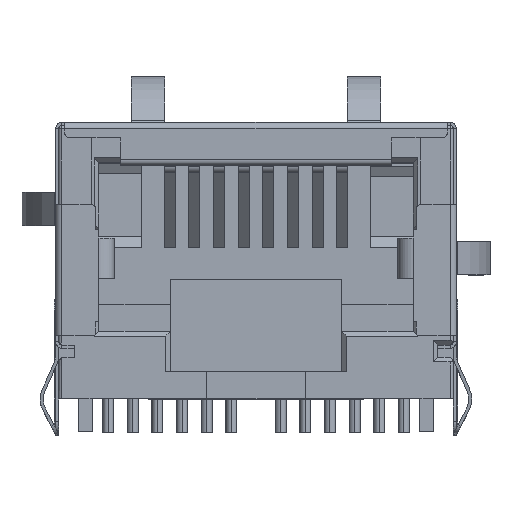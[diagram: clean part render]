
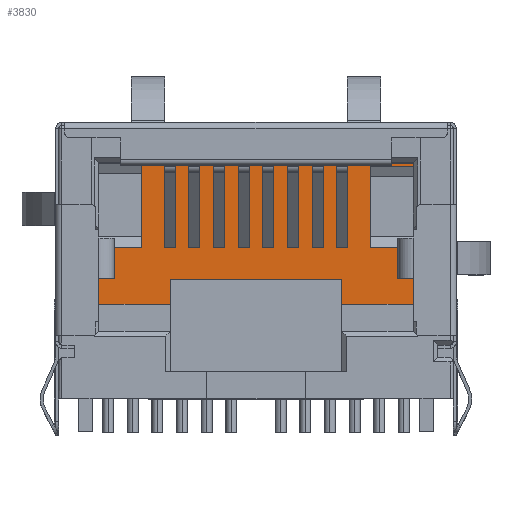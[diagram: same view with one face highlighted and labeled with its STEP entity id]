
A CAD part, top view. The second image highlights one B-rep face of the part: STEP entity #3830.
In plain terms, the highlighted planar face has unit normal (0, 0, 1).
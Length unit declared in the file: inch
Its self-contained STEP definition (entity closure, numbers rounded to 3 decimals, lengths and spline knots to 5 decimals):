
#19 = VERTEX_POINT ( 'NONE', #11574 ) ;
#313 = EDGE_CURVE ( 'NONE', #8500, #24035, #22690, .T. ) ;
#452 = LINE ( 'NONE', #19782, #18056 ) ;
#707 = EDGE_CURVE ( 'NONE', #7005, #18704, #24335, .T. ) ;
#918 = VECTOR ( 'NONE', #24857, 39.37008 ) ;
#2308 = CARTESIAN_POINT ( 'NONE',  ( 0., 0.122, 0.058 ) ) ;
#2418 = LINE ( 'NONE', #10731, #16391 ) ;
#2679 = LINE ( 'NONE', #24103, #14285 ) ;
#2865 = AXIS2_PLACEMENT_3D ( 'NONE', #5530, #5256, #11528 ) ;
#2894 = CARTESIAN_POINT ( 'NONE',  ( 0.185, 0., 0.058 ) ) ;
#2937 = PLANE ( 'NONE',  #2865 ) ;
#3571 = DIRECTION ( 'NONE',  ( -1., 0., 0. ) ) ;
#3657 = CARTESIAN_POINT ( 'NONE',  ( -0.255, 0., 0.058 ) ) ;
#3696 = VERTEX_POINT ( 'NONE', #9201 ) ;
#3822 = VECTOR ( 'NONE', #13170, 39.37008 ) ;
#3830 = ADVANCED_FACE ( 'NONE', ( #5070 ), #2937, .T. ) ;
#4343 = EDGE_CURVE ( 'NONE', #6472, #24035, #2679, .T. ) ;
#4628 = ORIENTED_EDGE ( 'NONE', *, *, #10098, .T. ) ;
#4762 = VECTOR ( 'NONE', #25724, 39.37008 ) ;
#5040 = DIRECTION ( 'NONE',  ( 0., -1., 0. ) ) ;
#5070 = FACE_OUTER_BOUND ( 'NONE', #6514, .T. ) ;
#5238 = LINE ( 'NONE', #18031, #7199 ) ;
#5256 = DIRECTION ( 'NONE',  ( 0., 0., 1. ) ) ;
#5440 = EDGE_CURVE ( 'NONE', #3696, #21595, #15666, .T. ) ;
#5530 = CARTESIAN_POINT ( 'NONE',  ( 0., 0., 0.058 ) ) ;
#5691 = DIRECTION ( 'NONE',  ( 0., -1., 0. ) ) ;
#6183 = CARTESIAN_POINT ( 'NONE',  ( 0.255, 0.306, 0.058 ) ) ;
#6276 = ORIENTED_EDGE ( 'NONE', *, *, #20551, .T. ) ;
#6472 = VERTEX_POINT ( 'NONE', #11011 ) ;
#6514 = EDGE_LOOP ( 'NONE', ( #18557, #26484, #4628, #6276, #20396, #9565, #21345, #20746, #26632, #7055, #21812, #23017, #9758, #19501 ) ) ;
#6522 = LINE ( 'NONE', #27225, #918 ) ;
#7005 = VERTEX_POINT ( 'NONE', #22142 ) ;
#7055 = ORIENTED_EDGE ( 'NONE', *, *, #18847, .F. ) ;
#7199 = VECTOR ( 'NONE', #3571, 39.37008 ) ;
#7785 = DIRECTION ( 'NONE',  ( -1., 0., 0. ) ) ;
#8220 = VECTOR ( 'NONE', #18482, 39.37008 ) ;
#8277 = CARTESIAN_POINT ( 'NONE',  ( 0.185, 0.174, 0.058 ) ) ;
#8500 = VERTEX_POINT ( 'NONE', #21854 ) ;
#8855 = VERTEX_POINT ( 'NONE', #6183 ) ;
#8888 = CARTESIAN_POINT ( 'NONE',  ( 0.255, 0.174, 0.058 ) ) ;
#9080 = DIRECTION ( 'NONE',  ( 0., -1., 0. ) ) ;
#9201 = CARTESIAN_POINT ( 'NONE',  ( 0.185, 0.306, 0.058 ) ) ;
#9404 = CARTESIAN_POINT ( 'NONE',  ( -0.255, 0.082, 0.058 ) ) ;
#9490 = VERTEX_POINT ( 'NONE', #14838 ) ;
#9565 = ORIENTED_EDGE ( 'NONE', *, *, #10582, .F. ) ;
#9711 = LINE ( 'NONE', #22838, #11708 ) ;
#9758 = ORIENTED_EDGE ( 'NONE', *, *, #313, .F. ) ;
#10098 = EDGE_CURVE ( 'NONE', #7005, #9490, #26317, .T. ) ;
#10109 = VECTOR ( 'NONE', #7785, 39.37008 ) ;
#10582 = EDGE_CURVE ( 'NONE', #26961, #19, #17664, .T. ) ;
#10731 = CARTESIAN_POINT ( 'NONE',  ( -0.255, 0.082, 0.058 ) ) ;
#11011 = CARTESIAN_POINT ( 'NONE',  ( -0.185, 0.311, 0.058 ) ) ;
#11528 = DIRECTION ( 'NONE',  ( 1., 0., 0. ) ) ;
#11574 = CARTESIAN_POINT ( 'NONE',  ( 0.255, 0.082, 0.058 ) ) ;
#11708 = VECTOR ( 'NONE', #14326, 39.37008 ) ;
#12072 = DIRECTION ( 'NONE',  ( -1., 0., 0. ) ) ;
#12350 = VECTOR ( 'NONE', #12072, 39.37008 ) ;
#12668 = EDGE_CURVE ( 'NONE', #18704, #13591, #2418, .T. ) ;
#12677 = VECTOR ( 'NONE', #5691, 39.37008 ) ;
#13170 = DIRECTION ( 'NONE',  ( 1., 0., 0. ) ) ;
#13288 = DIRECTION ( 'NONE',  ( 1., 0., 0. ) ) ;
#13461 = LINE ( 'NONE', #26879, #10109 ) ;
#13591 = VERTEX_POINT ( 'NONE', #9404 ) ;
#14212 = LINE ( 'NONE', #3657, #8220 ) ;
#14285 = VECTOR ( 'NONE', #9080, 39.37008 ) ;
#14326 = DIRECTION ( 'NONE',  ( 0., -1., 0. ) ) ;
#14468 = CARTESIAN_POINT ( 'NONE',  ( -0.139, 0., 0.058 ) ) ;
#14838 = CARTESIAN_POINT ( 'NONE',  ( 0.139, 0.122, 0.058 ) ) ;
#14953 = EDGE_CURVE ( 'NONE', #8855, #3696, #13461, .T. ) ;
#15007 = VERTEX_POINT ( 'NONE', #26619 ) ;
#15437 = CARTESIAN_POINT ( 'NONE',  ( 0.139, 0.082, 0.058 ) ) ;
#15666 = LINE ( 'NONE', #2894, #16654 ) ;
#16391 = VECTOR ( 'NONE', #25099, 39.37008 ) ;
#16654 = VECTOR ( 'NONE', #5040, 39.37008 ) ;
#16733 = EDGE_CURVE ( 'NONE', #8500, #13591, #14212, .T. ) ;
#16929 = CARTESIAN_POINT ( 'NONE',  ( 0.255, 0., 0.058 ) ) ;
#16988 = VECTOR ( 'NONE', #19056, 39.37008 ) ;
#17664 = LINE ( 'NONE', #16929, #16988 ) ;
#18031 = CARTESIAN_POINT ( 'NONE',  ( 0., 0.174, 0.058 ) ) ;
#18056 = VECTOR ( 'NONE', #13288, 39.37008 ) ;
#18482 = DIRECTION ( 'NONE',  ( 0., -1., 0. ) ) ;
#18557 = ORIENTED_EDGE ( 'NONE', *, *, #12668, .F. ) ;
#18704 = VERTEX_POINT ( 'NONE', #24244 ) ;
#18847 = EDGE_CURVE ( 'NONE', #15007, #8855, #9711, .T. ) ;
#19056 = DIRECTION ( 'NONE',  ( 0., -1., 0. ) ) ;
#19380 = CARTESIAN_POINT ( 'NONE',  ( 0., 0.174, 0.058 ) ) ;
#19501 = ORIENTED_EDGE ( 'NONE', *, *, #16733, .T. ) ;
#19782 = CARTESIAN_POINT ( 'NONE',  ( 0., 0.311, 0.058 ) ) ;
#20325 = EDGE_CURVE ( 'NONE', #26961, #21595, #5238, .T. ) ;
#20396 = ORIENTED_EDGE ( 'NONE', *, *, #26797, .F. ) ;
#20551 = EDGE_CURVE ( 'NONE', #9490, #24088, #6522, .T. ) ;
#20746 = ORIENTED_EDGE ( 'NONE', *, *, #5440, .F. ) ;
#21345 = ORIENTED_EDGE ( 'NONE', *, *, #20325, .T. ) ;
#21595 = VERTEX_POINT ( 'NONE', #8277 ) ;
#21812 = ORIENTED_EDGE ( 'NONE', *, *, #26522, .F. ) ;
#21854 = CARTESIAN_POINT ( 'NONE',  ( -0.255, 0.174, 0.058 ) ) ;
#22142 = CARTESIAN_POINT ( 'NONE',  ( -0.139, 0.122, 0.058 ) ) ;
#22690 = LINE ( 'NONE', #19380, #3822 ) ;
#22838 = CARTESIAN_POINT ( 'NONE',  ( 0.255, 0., 0.058 ) ) ;
#23017 = ORIENTED_EDGE ( 'NONE', *, *, #4343, .T. ) ;
#24033 = CARTESIAN_POINT ( 'NONE',  ( -0.185, 0.174, 0.058 ) ) ;
#24035 = VERTEX_POINT ( 'NONE', #24033 ) ;
#24088 = VERTEX_POINT ( 'NONE', #15437 ) ;
#24103 = CARTESIAN_POINT ( 'NONE',  ( -0.185, 0., 0.058 ) ) ;
#24244 = CARTESIAN_POINT ( 'NONE',  ( -0.139, 0.082, 0.058 ) ) ;
#24335 = LINE ( 'NONE', #14468, #12677 ) ;
#24857 = DIRECTION ( 'NONE',  ( 0., -1., 0. ) ) ;
#24868 = CARTESIAN_POINT ( 'NONE',  ( 0.139, 0.082, 0.058 ) ) ;
#25099 = DIRECTION ( 'NONE',  ( -1., 0., 0. ) ) ;
#25724 = DIRECTION ( 'NONE',  ( 1., 0., 0. ) ) ;
#26297 = LINE ( 'NONE', #24868, #12350 ) ;
#26317 = LINE ( 'NONE', #2308, #4762 ) ;
#26484 = ORIENTED_EDGE ( 'NONE', *, *, #707, .F. ) ;
#26522 = EDGE_CURVE ( 'NONE', #6472, #15007, #452, .T. ) ;
#26619 = CARTESIAN_POINT ( 'NONE',  ( 0.255, 0.311, 0.058 ) ) ;
#26632 = ORIENTED_EDGE ( 'NONE', *, *, #14953, .F. ) ;
#26797 = EDGE_CURVE ( 'NONE', #19, #24088, #26297, .T. ) ;
#26879 = CARTESIAN_POINT ( 'NONE',  ( 0., 0.306, 0.058 ) ) ;
#26961 = VERTEX_POINT ( 'NONE', #8888 ) ;
#27225 = CARTESIAN_POINT ( 'NONE',  ( 0.139, 0., 0.058 ) ) ;
